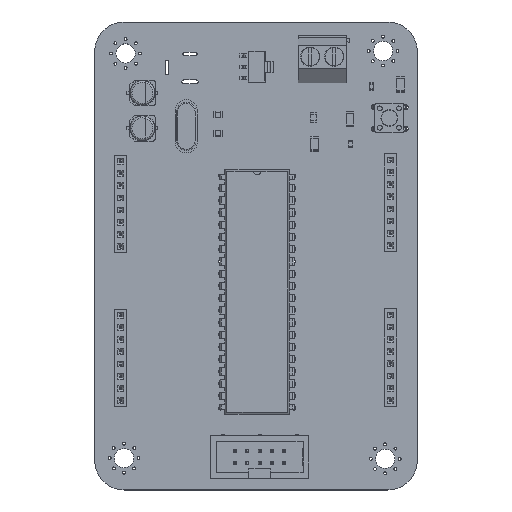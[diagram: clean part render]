
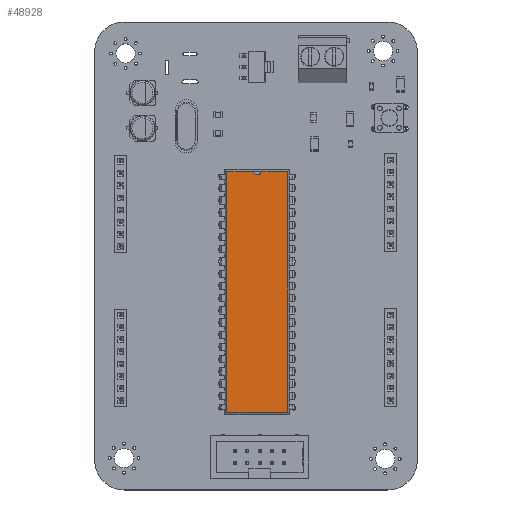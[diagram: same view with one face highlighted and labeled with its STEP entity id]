
A CAD part, top view. The second image highlights one B-rep face of the part: STEP entity #48928.
In plain terms, the highlighted planar face has unit normal (0, 0, 1).
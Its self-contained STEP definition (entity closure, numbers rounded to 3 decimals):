
#40504 = VERTEX_POINT('',#40505);
#40505 = CARTESIAN_POINT('',(13.952,0.871,3.68));
#40510 = EDGE_CURVE('',#40511,#40504,#40513,.T.);
#40511 = VERTEX_POINT('',#40512);
#40512 = CARTESIAN_POINT('',(13.952,-49.131,3.68));
#40513 = LINE('',#40514,#40515);
#40514 = CARTESIAN_POINT('',(13.952,-49.131,3.68));
#40515 = VECTOR('',#40516,1.);
#40516 = DIRECTION('',(0.,1.,0.));
#44470 = VERTEX_POINT('',#44471);
#44471 = CARTESIAN_POINT('',(1.288,0.871,3.68));
#44476 = EDGE_CURVE('',#44477,#44470,#44479,.T.);
#44477 = VERTEX_POINT('',#44478);
#44478 = CARTESIAN_POINT('',(6.874,0.871,3.68));
#44479 = LINE('',#44480,#44481);
#44480 = CARTESIAN_POINT('',(13.952,0.871,3.68));
#44481 = VECTOR('',#44482,1.);
#44482 = DIRECTION('',(-1.,0.,0.));
#44697 = VERTEX_POINT('',#44698);
#44698 = CARTESIAN_POINT('',(8.366,0.871,3.68));
#44802 = EDGE_CURVE('',#40504,#44697,#44803,.T.);
#44803 = LINE('',#44804,#44805);
#44804 = CARTESIAN_POINT('',(13.952,0.871,3.68));
#44805 = VECTOR('',#44806,1.);
#44806 = DIRECTION('',(-1.,0.,0.));
#44958 = VERTEX_POINT('',#44959);
#44959 = CARTESIAN_POINT('',(1.288,-49.131,3.68));
#44964 = EDGE_CURVE('',#44470,#44958,#44965,.T.);
#44965 = LINE('',#44966,#44967);
#44966 = CARTESIAN_POINT('',(1.288,0.871,3.68));
#44967 = VECTOR('',#44968,1.);
#44968 = DIRECTION('',(0.,-1.,0.));
#48917 = EDGE_CURVE('',#44958,#40511,#48918,.T.);
#48918 = LINE('',#48919,#48920);
#48919 = CARTESIAN_POINT('',(1.288,-49.131,3.68));
#48920 = VECTOR('',#48921,1.);
#48921 = DIRECTION('',(1.,0.,0.));
#48928 = ADVANCED_FACE('',(#48929),#48952,.F.);
#48929 = FACE_BOUND('',#48930,.F.);
#48930 = EDGE_LOOP('',(#48931,#48932,#48933,#48934,#48935,#48944,#48951)
  );
#48931 = ORIENTED_EDGE('',*,*,#40510,.F.);
#48932 = ORIENTED_EDGE('',*,*,#48917,.F.);
#48933 = ORIENTED_EDGE('',*,*,#44964,.F.);
#48934 = ORIENTED_EDGE('',*,*,#44476,.F.);
#48935 = ORIENTED_EDGE('',*,*,#48936,.F.);
#48936 = EDGE_CURVE('',#48937,#44477,#48939,.T.);
#48937 = VERTEX_POINT('',#48938);
#48938 = CARTESIAN_POINT('',(7.62,0.196,3.68));
#48939 = CIRCLE('',#48940,0.75);
#48940 = AXIS2_PLACEMENT_3D('',#48941,#48942,#48943);
#48941 = CARTESIAN_POINT('',(7.62,0.946,3.68));
#48942 = DIRECTION('',(0.,-0.,-1.));
#48943 = DIRECTION('',(0.,-1.,0.));
#48944 = ORIENTED_EDGE('',*,*,#48945,.F.);
#48945 = EDGE_CURVE('',#44697,#48937,#48946,.T.);
#48946 = CIRCLE('',#48947,0.75);
#48947 = AXIS2_PLACEMENT_3D('',#48948,#48949,#48950);
#48948 = CARTESIAN_POINT('',(7.62,0.946,3.68));
#48949 = DIRECTION('',(0.,-0.,-1.));
#48950 = DIRECTION('',(0.,-1.,0.));
#48951 = ORIENTED_EDGE('',*,*,#44802,.F.);
#48952 = PLANE('',#48953);
#48953 = AXIS2_PLACEMENT_3D('',#48954,#48955,#48956);
#48954 = CARTESIAN_POINT('',(13.952,-49.131,3.68));
#48955 = DIRECTION('',(0.,0.,-1.));
#48956 = DIRECTION('',(-0.246,0.969,0.));
